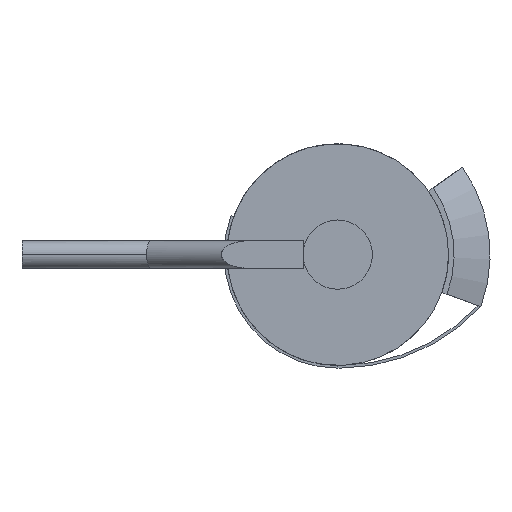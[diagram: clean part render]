
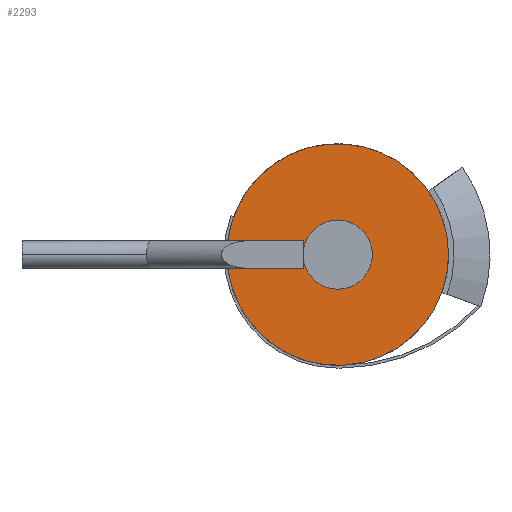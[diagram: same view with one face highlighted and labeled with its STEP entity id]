
A CAD part, front view. The second image highlights one B-rep face of the part: STEP entity #2293.
In plain terms, the highlighted planar face has unit normal (0, -1, 0).
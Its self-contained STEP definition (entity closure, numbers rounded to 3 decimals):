
#589=DIRECTION('',(1.,0.,0.));
#590=VECTOR('',#589,2.719);
#591=CARTESIAN_POINT('',(-3.969,-5.75,-0.5));
#592=LINE('',#591,#590);
#593=DIRECTION('',(0.,0.,1.));
#594=VECTOR('',#593,0.5);
#595=CARTESIAN_POINT('',(-1.25,-5.75,-0.5));
#596=LINE('',#595,#594);
#597=DIRECTION('',(0.,0.,1.));
#598=VECTOR('',#597,0.5);
#599=CARTESIAN_POINT('',(-1.25,-5.75,0.));
#600=LINE('',#599,#598);
#601=DIRECTION('',(1.,0.,0.));
#602=VECTOR('',#601,2.719);
#603=CARTESIAN_POINT('',(-3.969,-5.75,0.5));
#604=LINE('',#603,#602);
#605=CARTESIAN_POINT('',(0.,-5.75,0.));
#606=DIRECTION('',(0.,1.,0.));
#607=DIRECTION('',(-0.992,0.,0.125));
#608=AXIS2_PLACEMENT_3D('',#605,#606,#607);
#610=CARTESIAN_POINT('',(0.,-5.75,0.));
#611=DIRECTION('',(0.,-1.,0.));
#612=DIRECTION('',(-0.992,0.,-0.125));
#613=AXIS2_PLACEMENT_3D('',#610,#611,#612);
#781=CARTESIAN_POINT('',(0.,-5.75,0.));
#782=DIRECTION('',(0.,-1.,0.));
#783=DIRECTION('',(-1.,0.,0.));
#784=AXIS2_PLACEMENT_3D('',#781,#782,#783);
#786=CARTESIAN_POINT('',(0.,-5.75,0.));
#787=DIRECTION('',(0.,1.,0.));
#788=DIRECTION('',(-1.,0.,0.));
#789=AXIS2_PLACEMENT_3D('',#786,#787,#788);
#1363=CARTESIAN_POINT('',(-1.25,-5.75,0.));
#1365=VERTEX_POINT('',#1363);
#1367=CARTESIAN_POINT('',(1.25,-5.75,0.));
#1369=VERTEX_POINT('',#1367);
#1407=CARTESIAN_POINT('',(-3.969,-5.75,-0.5));
#1408=CARTESIAN_POINT('',(-1.25,-5.75,-0.5));
#1409=VERTEX_POINT('',#1407);
#1410=VERTEX_POINT('',#1408);
#1411=CARTESIAN_POINT('',(-3.969,-5.75,0.5));
#1412=CARTESIAN_POINT('',(-1.25,-5.75,0.5));
#1413=VERTEX_POINT('',#1411);
#1414=VERTEX_POINT('',#1412);
#1441=CARTESIAN_POINT('',(4.,-5.75,0.));
#1442=VERTEX_POINT('',#1441);
#2274=CARTESIAN_POINT('',(0.,-5.75,0.));
#2275=DIRECTION('',(0.,-1.,0.));
#2276=DIRECTION('',(-1.,0.,0.));
#2277=AXIS2_PLACEMENT_3D('',#2274,#2275,#2276);
#2278=PLANE('',#2277);
#2279=ORIENTED_EDGE('',*,*,#1725,.T.);
#2281=ORIENTED_EDGE('',*,*,#2280,.T.);
#2283=ORIENTED_EDGE('',*,*,#2282,.T.);
#2285=ORIENTED_EDGE('',*,*,#2284,.F.);
#2287=ORIENTED_EDGE('',*,*,#2286,.T.);
#2288=ORIENTED_EDGE('',*,*,#1824,.F.);
#2289=ORIENTED_EDGE('',*,*,#2261,.T.);
#2290=ORIENTED_EDGE('',*,*,#2116,.F.);
#2291=EDGE_LOOP('',(#2279,#2281,#2283,#2285,#2287,#2288,#2289,#2290));
#2292=FACE_OUTER_BOUND('',#2291,.F.);
#609=CIRCLE('',#608,4.);
#614=CIRCLE('',#613,4.);
#785=CIRCLE('',#784,1.25);
#790=CIRCLE('',#789,1.25);
#1725=EDGE_CURVE('',#1409,#1410,#592,.T.);
#1824=EDGE_CURVE('',#1413,#1414,#604,.T.);
#2116=EDGE_CURVE('',#1409,#1442,#614,.T.);
#2261=EDGE_CURVE('',#1413,#1442,#609,.T.);
#2280=EDGE_CURVE('',#1410,#1365,#596,.T.);
#2282=EDGE_CURVE('',#1365,#1369,#785,.T.);
#2284=EDGE_CURVE('',#1365,#1369,#790,.T.);
#2286=EDGE_CURVE('',#1365,#1414,#600,.T.);
#2293=ADVANCED_FACE('',(#2292),#2278,.T.);
